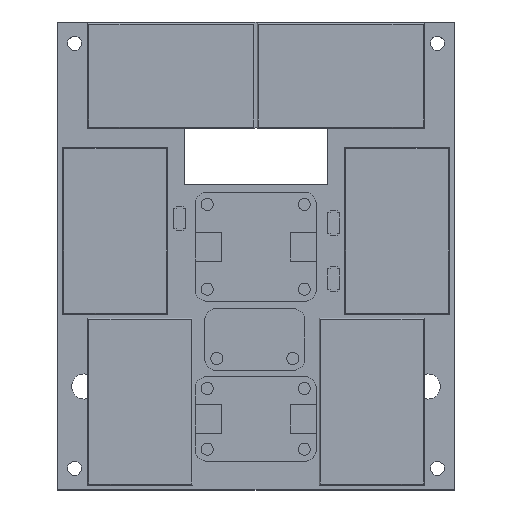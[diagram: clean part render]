
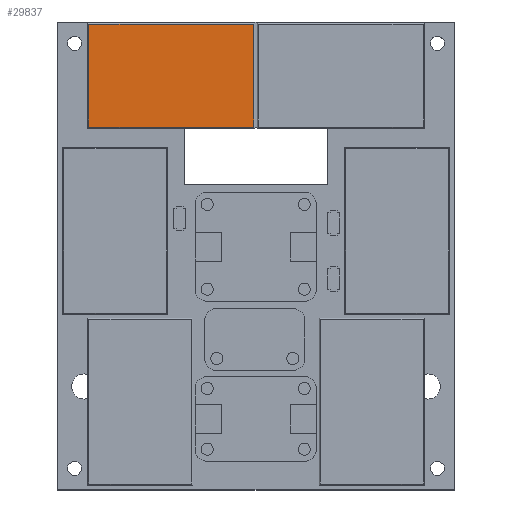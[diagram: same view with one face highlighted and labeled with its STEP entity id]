
A CAD part, top view. The second image highlights one B-rep face of the part: STEP entity #29837.
In plain terms, the highlighted face is planar.
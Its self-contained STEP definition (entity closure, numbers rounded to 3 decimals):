
#29591 = PLANE('',#29592);
#29592 = AXIS2_PLACEMENT_3D('',#29593,#29594,#29595);
#29593 = CARTESIAN_POINT('',(0.25,1.2,0.));
#29594 = DIRECTION('',(0.707,-0.707,0.));
#29595 = DIRECTION('',(0.,0.,1.));
#29672 = PLANE('',#29673);
#29673 = AXIS2_PLACEMENT_3D('',#29674,#29675,#29676);
#29674 = CARTESIAN_POINT('',(0.,1.2,-0.25));
#29675 = DIRECTION('',(0.,-0.707,-0.707));
#29676 = DIRECTION('',(1.,0.,0.));
#29753 = PLANE('',#29754);
#29754 = AXIS2_PLACEMENT_3D('',#29755,#29756,#29757);
#29755 = CARTESIAN_POINT('',(21.75,1.2,0.));
#29756 = DIRECTION('',(-0.707,-0.707,
    0.));
#29757 = DIRECTION('',(0.,0.,-1.));
#29804 = PLANE('',#29805);
#29805 = AXIS2_PLACEMENT_3D('',#29806,#29807,#29808);
#29806 = CARTESIAN_POINT('',(0.,1.2,-34.75));
#29807 = DIRECTION('',(0.,-0.707,0.707));
#29808 = DIRECTION('',(-1.,0.,0.));
#29837 = ADVANCED_FACE('',(#29838),#29852,.F.);
#29838 = FACE_BOUND('',#29839,.F.);
#29839 = EDGE_LOOP('',(#29840,#29870,#29893,#29916));
#29840 = ORIENTED_EDGE('',*,*,#29841,.F.);
#29841 = EDGE_CURVE('',#29842,#29844,#29846,.T.);
#29842 = VERTEX_POINT('',#29843);
#29843 = CARTESIAN_POINT('',(0.25,1.2,-34.75));
#29844 = VERTEX_POINT('',#29845);
#29845 = CARTESIAN_POINT('',(0.25,1.2,-0.25));
#29846 = SURFACE_CURVE('',#29847,(#29851,#29863),.PCURVE_S1.);
#29847 = LINE('',#29848,#29849);
#29848 = CARTESIAN_POINT('',(0.25,1.2,0.));
#29849 = VECTOR('',#29850,1.);
#29850 = DIRECTION('',(0.,0.,1.));
#29851 = PCURVE('',#29852,#29857);
#29852 = PLANE('',#29853);
#29853 = AXIS2_PLACEMENT_3D('',#29854,#29855,#29856);
#29854 = CARTESIAN_POINT('',(0.,1.2,0.));
#29855 = DIRECTION('',(0.,-1.,0.));
#29856 = DIRECTION('',(0.,0.,-1.));
#29857 = DEFINITIONAL_REPRESENTATION('',(#29858),#29862);
#29858 = LINE('',#29859,#29860);
#29859 = CARTESIAN_POINT('',(0.,0.25));
#29860 = VECTOR('',#29861,1.);
#29861 = DIRECTION('',(-1.,0.));
#29862 = ( GEOMETRIC_REPRESENTATION_CONTEXT(2) 
PARAMETRIC_REPRESENTATION_CONTEXT() REPRESENTATION_CONTEXT('2D SPACE',''
  ) );
#29863 = PCURVE('',#29591,#29864);
#29864 = DEFINITIONAL_REPRESENTATION('',(#29865),#29869);
#29865 = LINE('',#29866,#29867);
#29866 = CARTESIAN_POINT('',(0.,0.));
#29867 = VECTOR('',#29868,1.);
#29868 = DIRECTION('',(1.,0.));
#29869 = ( GEOMETRIC_REPRESENTATION_CONTEXT(2) 
PARAMETRIC_REPRESENTATION_CONTEXT() REPRESENTATION_CONTEXT('2D SPACE',''
  ) );
#29870 = ORIENTED_EDGE('',*,*,#29871,.F.);
#29871 = EDGE_CURVE('',#29872,#29842,#29874,.T.);
#29872 = VERTEX_POINT('',#29873);
#29873 = CARTESIAN_POINT('',(21.75,1.2,-34.75));
#29874 = SURFACE_CURVE('',#29875,(#29879,#29886),.PCURVE_S1.);
#29875 = LINE('',#29876,#29877);
#29876 = CARTESIAN_POINT('',(0.,1.2,-34.75));
#29877 = VECTOR('',#29878,1.);
#29878 = DIRECTION('',(-1.,0.,0.));
#29879 = PCURVE('',#29852,#29880);
#29880 = DEFINITIONAL_REPRESENTATION('',(#29881),#29885);
#29881 = LINE('',#29882,#29883);
#29882 = CARTESIAN_POINT('',(34.75,0.));
#29883 = VECTOR('',#29884,1.);
#29884 = DIRECTION('',(0.,-1.));
#29885 = ( GEOMETRIC_REPRESENTATION_CONTEXT(2) 
PARAMETRIC_REPRESENTATION_CONTEXT() REPRESENTATION_CONTEXT('2D SPACE',''
  ) );
#29886 = PCURVE('',#29804,#29887);
#29887 = DEFINITIONAL_REPRESENTATION('',(#29888),#29892);
#29888 = LINE('',#29889,#29890);
#29889 = CARTESIAN_POINT('',(0.,0.));
#29890 = VECTOR('',#29891,1.);
#29891 = DIRECTION('',(1.,0.));
#29892 = ( GEOMETRIC_REPRESENTATION_CONTEXT(2) 
PARAMETRIC_REPRESENTATION_CONTEXT() REPRESENTATION_CONTEXT('2D SPACE',''
  ) );
#29893 = ORIENTED_EDGE('',*,*,#29894,.F.);
#29894 = EDGE_CURVE('',#29895,#29872,#29897,.T.);
#29895 = VERTEX_POINT('',#29896);
#29896 = CARTESIAN_POINT('',(21.75,1.2,-0.25));
#29897 = SURFACE_CURVE('',#29898,(#29902,#29909),.PCURVE_S1.);
#29898 = LINE('',#29899,#29900);
#29899 = CARTESIAN_POINT('',(21.75,1.2,0.));
#29900 = VECTOR('',#29901,1.);
#29901 = DIRECTION('',(0.,0.,-1.));
#29902 = PCURVE('',#29852,#29903);
#29903 = DEFINITIONAL_REPRESENTATION('',(#29904),#29908);
#29904 = LINE('',#29905,#29906);
#29905 = CARTESIAN_POINT('',(0.,21.75));
#29906 = VECTOR('',#29907,1.);
#29907 = DIRECTION('',(1.,0.));
#29908 = ( GEOMETRIC_REPRESENTATION_CONTEXT(2) 
PARAMETRIC_REPRESENTATION_CONTEXT() REPRESENTATION_CONTEXT('2D SPACE',''
  ) );
#29909 = PCURVE('',#29753,#29910);
#29910 = DEFINITIONAL_REPRESENTATION('',(#29911),#29915);
#29911 = LINE('',#29912,#29913);
#29912 = CARTESIAN_POINT('',(0.,0.));
#29913 = VECTOR('',#29914,1.);
#29914 = DIRECTION('',(1.,0.));
#29915 = ( GEOMETRIC_REPRESENTATION_CONTEXT(2) 
PARAMETRIC_REPRESENTATION_CONTEXT() REPRESENTATION_CONTEXT('2D SPACE',''
  ) );
#29916 = ORIENTED_EDGE('',*,*,#29917,.F.);
#29917 = EDGE_CURVE('',#29844,#29895,#29918,.T.);
#29918 = SURFACE_CURVE('',#29919,(#29923,#29930),.PCURVE_S1.);
#29919 = LINE('',#29920,#29921);
#29920 = CARTESIAN_POINT('',(0.,1.2,-0.25));
#29921 = VECTOR('',#29922,1.);
#29922 = DIRECTION('',(1.,0.,0.));
#29923 = PCURVE('',#29852,#29924);
#29924 = DEFINITIONAL_REPRESENTATION('',(#29925),#29929);
#29925 = LINE('',#29926,#29927);
#29926 = CARTESIAN_POINT('',(0.25,0.));
#29927 = VECTOR('',#29928,1.);
#29928 = DIRECTION('',(0.,1.));
#29929 = ( GEOMETRIC_REPRESENTATION_CONTEXT(2) 
PARAMETRIC_REPRESENTATION_CONTEXT() REPRESENTATION_CONTEXT('2D SPACE',''
  ) );
#29930 = PCURVE('',#29672,#29931);
#29931 = DEFINITIONAL_REPRESENTATION('',(#29932),#29936);
#29932 = LINE('',#29933,#29934);
#29933 = CARTESIAN_POINT('',(0.,0.));
#29934 = VECTOR('',#29935,1.);
#29935 = DIRECTION('',(1.,0.));
#29936 = ( GEOMETRIC_REPRESENTATION_CONTEXT(2) 
PARAMETRIC_REPRESENTATION_CONTEXT() REPRESENTATION_CONTEXT('2D SPACE',''
  ) );
